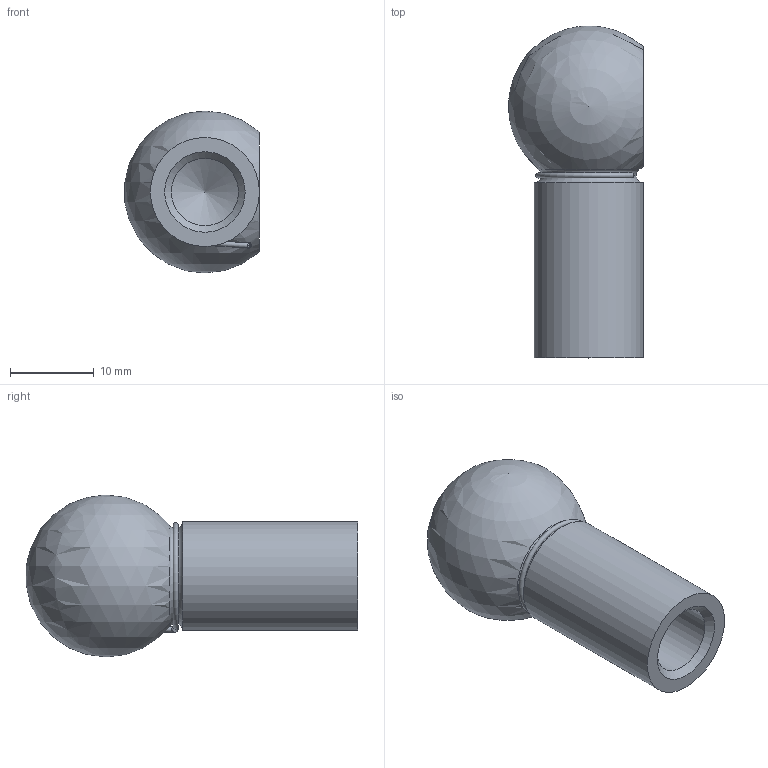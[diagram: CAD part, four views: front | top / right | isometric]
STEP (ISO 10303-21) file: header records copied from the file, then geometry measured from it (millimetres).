
FILE_DESCRIPTION (( 'STEP AP214' ), '1' );
FILE_NAME ('75.99.11.0004.step', '2021-04-02T17:58:14', ( '' ), ( '' ), 'SwSTEP 2.0', 'SolidWorks 2021', '' );
FILE_SCHEMA (( 'AUTOMOTIVE_DESIGN' ));
Length unit declared in the file: millimetre
Products named in the file (1): 75.99.11.0004
Bounding box: 16.08 x 39.58 x 19.3 mm (x, y, z)
Volume: 4023.2 mm3; surface area: 3117.3 mm2
Topology: 3 solids, 3 shells, 36 faces, 76 edges, 44 vertices
Faces by surface type: cylinder 9, plane 8, bspline 8, torus 4, sphere 4, cone 3
Full cylindrical faces by diameter (mm): 0.6 x2, 0.7 x2, 8 x1, 13 x1, 13.756 x2, 14.756 x1
Entity records: 1183 total; most frequent: CARTESIAN_POINT 564, DIRECTION 110, ORIENTED_EDGE 92, EDGE_LOOP 60, AXIS2_PLACEMENT_3D 55, FACE_OUTER_BOUND 48, EDGE_CURVE 46, VERTEX_POINT 36
